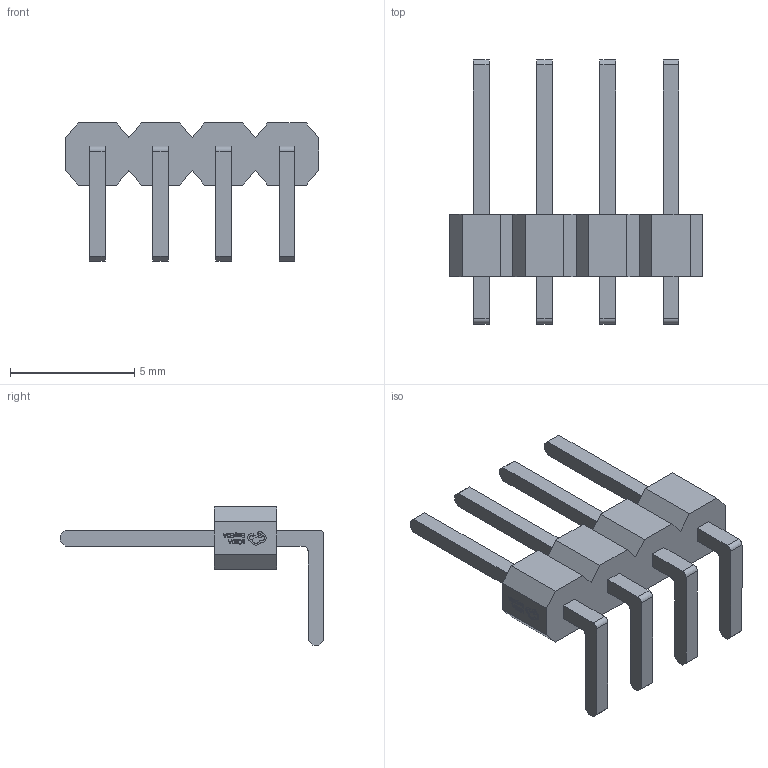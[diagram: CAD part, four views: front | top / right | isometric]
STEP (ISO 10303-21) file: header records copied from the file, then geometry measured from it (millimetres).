
FILE_DESCRIPTION (( 'STEP AP214' ), '1' );
FILE_NAME ('HDR-TH_4P-P2.54-M-WI-1X4P.step', '2022-07-02T12:35:38', ( '' ), ( '' ), 'SwSTEP 2.0', 'SolidWorks 2020', '' );
FILE_SCHEMA (( 'AUTOMOTIVE_DESIGN' ));
Length unit declared in the file: millimetre
Products named in the file (1): HDR-TH_4P-P2.54-M-WI-1X4P
Bounding box: 10.17 x 10.6 x 5.55 mm (x, y, z)
Volume: 77.1 mm3; surface area: 237 mm2
Topology: 1 solids, 1 shells, 384 faces, 1044 edges, 696 vertices
Faces by surface type: plane 262, bspline 114, cylinder 8
Entity records: 16248 total; most frequent: CARTESIAN_POINT 4487, ORIENTED_EDGE 2088, DIRECTION 1370, EDGE_CURVE 1044, LINE 796, VECTOR 796, VERTEX_POINT 696, EDGE_LOOP 418
